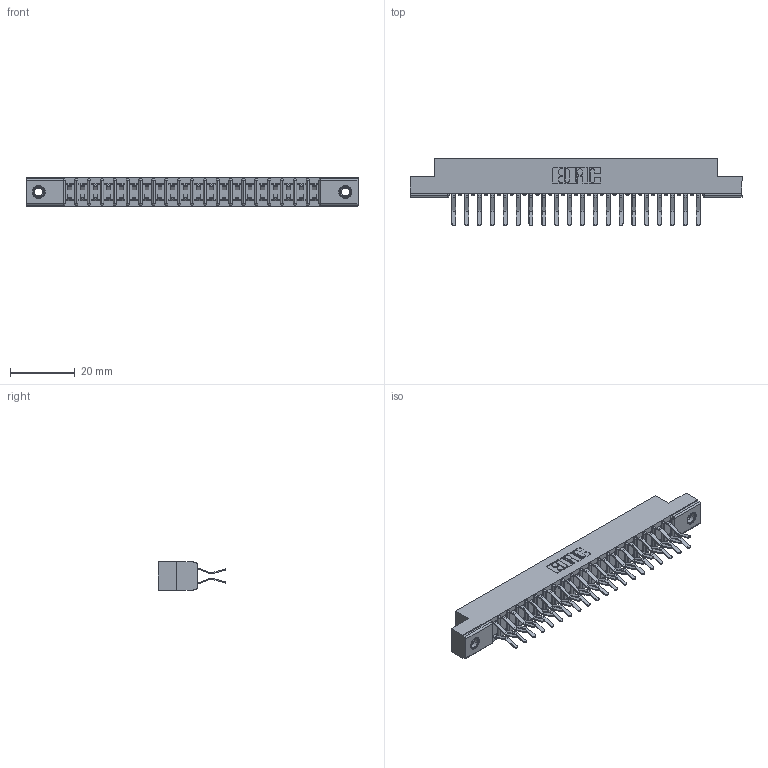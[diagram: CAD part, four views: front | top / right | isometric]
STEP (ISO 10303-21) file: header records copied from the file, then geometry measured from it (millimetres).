
FILE_DESCRIPTION (( 'STEP AP203' ), '1' );
FILE_NAME ('307-040-560-207.STEP', '2019-09-06T06:05:52', ( '' ), ( '' ), 'SwSTEP 2.0', 'SolidWorks 2016', '' );
FILE_SCHEMA (( 'CONFIG_CONTROL_DESIGN' ));
Length unit declared in the file: inch
Products named in the file (4): 307-290-001_560; 345-250-001_345-250-005-103; 307-040-560-207; 307 Part_.156 Dia Mounting Holes
Assembly tree (43 placements, depth 2):
  307-040-560-207
    307 Part_.156 Dia Mounting Holes
    307-290-001_560  x40
    345-250-001_345-250-005-103  x2
Bounding box: 102.26 x 20.73 x 8.71 mm (x, y, z)
Volume: 6725.5 mm3; surface area: 12115.5 mm2
Topology: 43 solids, 43 shells, 2199 faces, 6139 edges, 3974 vertices
Faces by surface type: plane 1422, cylinder 719, sphere 42, cone 12, torus 4
Entity records: 21787 total; most frequent: CARTESIAN_POINT 3555, ORIENTED_EDGE 3514, DIRECTION 3501, EDGE_CURVE 1757, VECTOR 1337, LINE 1337, VERTEX_POINT 1136, AXIS2_PLACEMENT_3D 1082
